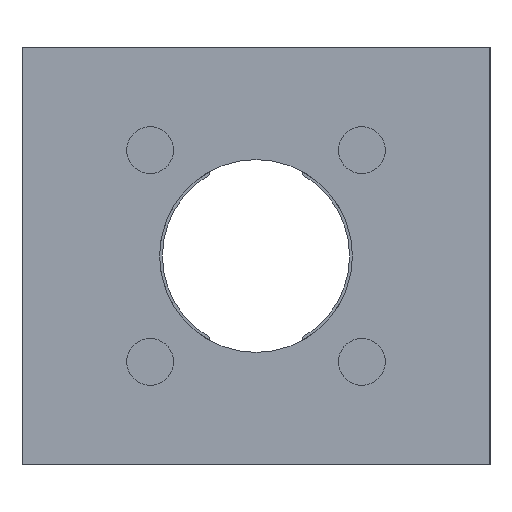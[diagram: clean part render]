
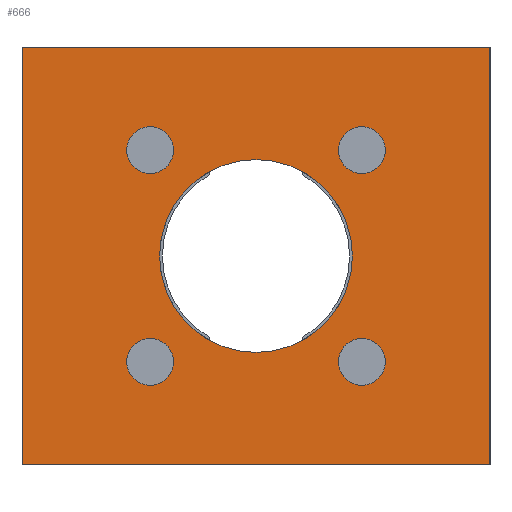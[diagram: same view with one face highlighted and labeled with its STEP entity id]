
A CAD part, left-side view. The second image highlights one B-rep face of the part: STEP entity #666.
In plain terms, the highlighted planar face has unit normal (-1, 0, 0).
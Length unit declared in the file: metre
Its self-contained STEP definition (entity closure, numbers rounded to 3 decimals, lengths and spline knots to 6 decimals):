
#34=LINE('',#1027,#82);
#50=LINE('',#1079,#98);
#53=LINE('',#1085,#101);
#56=LINE('',#1100,#104);
#82=VECTOR('',#812,1.);
#98=VECTOR('',#860,1.);
#101=VECTOR('',#865,1.);
#104=VECTOR('',#880,1.);
#176=ORIENTED_EDGE('',*,*,#330,.F.);
#177=ORIENTED_EDGE('',*,*,#331,.F.);
#178=ORIENTED_EDGE('',*,*,#332,.F.);
#179=ORIENTED_EDGE('',*,*,#333,.F.);
#180=ORIENTED_EDGE('',*,*,#334,.F.);
#181=ORIENTED_EDGE('',*,*,#300,.F.);
#182=ORIENTED_EDGE('',*,*,#324,.F.);
#183=ORIENTED_EDGE('',*,*,#335,.T.);
#184=ORIENTED_EDGE('',*,*,#327,.T.);
#300=EDGE_CURVE('',#383,#384,#34,.T.);
#324=EDGE_CURVE('',#403,#383,#50,.T.);
#327=EDGE_CURVE('',#406,#384,#53,.T.);
#330=EDGE_CURVE('',#407,#407,#448,.T.);
#331=EDGE_CURVE('',#408,#408,#449,.T.);
#332=EDGE_CURVE('',#409,#409,#450,.T.);
#333=EDGE_CURVE('',#410,#410,#451,.T.);
#334=EDGE_CURVE('',#411,#411,#452,.T.);
#335=EDGE_CURVE('',#403,#406,#56,.T.);
#383=VERTEX_POINT('',#1026);
#384=VERTEX_POINT('',#1028);
#403=VERTEX_POINT('',#1078);
#406=VERTEX_POINT('',#1086);
#407=VERTEX_POINT('',#1091);
#408=VERTEX_POINT('',#1093);
#409=VERTEX_POINT('',#1095);
#410=VERTEX_POINT('',#1097);
#411=VERTEX_POINT('',#1099);
#448=CIRCLE('',#737,0.00125);
#449=CIRCLE('',#738,0.00125);
#450=CIRCLE('',#739,0.00125);
#451=CIRCLE('',#740,0.00125);
#452=CIRCLE('',#741,0.00515);
#490=EDGE_LOOP('',(#176));
#491=EDGE_LOOP('',(#177));
#492=EDGE_LOOP('',(#178));
#493=EDGE_LOOP('',(#179));
#494=EDGE_LOOP('',(#180));
#495=EDGE_LOOP('',(#181,#182,#183,#184));
#568=FACE_BOUND('',#490,.T.);
#569=FACE_BOUND('',#491,.T.);
#570=FACE_BOUND('',#492,.T.);
#571=FACE_BOUND('',#493,.T.);
#572=FACE_BOUND('',#494,.T.);
#573=FACE_BOUND('',#495,.T.);
#632=PLANE('',#736);
#666=ADVANCED_FACE('',(#568,#569,#570,#571,#572,#573),#632,.T.);
#736=AXIS2_PLACEMENT_3D('',#1089,#868,#869);
#737=AXIS2_PLACEMENT_3D('',#1090,#870,#871);
#738=AXIS2_PLACEMENT_3D('',#1092,#872,#873);
#739=AXIS2_PLACEMENT_3D('',#1094,#874,#875);
#740=AXIS2_PLACEMENT_3D('',#1096,#876,#877);
#741=AXIS2_PLACEMENT_3D('',#1098,#878,#879);
#812=DIRECTION('',(0.,1.,0.));
#860=DIRECTION('',(0.,0.,-1.));
#865=DIRECTION('',(0.,0.,-1.));
#868=DIRECTION('',(-1.,0.,0.));
#869=DIRECTION('',(0.,-1.,0.));
#870=DIRECTION('',(-1.,0.,0.));
#871=DIRECTION('',(0.,-1.,0.));
#872=DIRECTION('',(-1.,0.,0.));
#873=DIRECTION('',(0.,-1.,0.));
#874=DIRECTION('',(-1.,0.,0.));
#875=DIRECTION('',(0.,-1.,0.));
#876=DIRECTION('',(-1.,0.,0.));
#877=DIRECTION('',(0.,-1.,0.));
#878=DIRECTION('',(-1.,0.,0.));
#879=DIRECTION('',(0.,-1.,0.));
#880=DIRECTION('',(0.,1.,0.));
#1026=CARTESIAN_POINT('',(-0.01555,-0.0125,0.));
#1027=CARTESIAN_POINT('',(-0.01555,0.,0.));
#1028=CARTESIAN_POINT('',(-0.01555,0.0125,0.));
#1078=CARTESIAN_POINT('',(-0.01555,-0.0125,0.0223));
#1079=CARTESIAN_POINT('',(-0.01555,-0.0125,0.0223));
#1085=CARTESIAN_POINT('',(-0.01555,0.0125,0.0223));
#1086=CARTESIAN_POINT('',(-0.01555,0.0125,0.0223));
#1089=CARTESIAN_POINT('',(-0.01555,0.,0.0223));
#1090=CARTESIAN_POINT('',(-0.01555,0.005657,0.016807));
#1091=CARTESIAN_POINT('',(-0.01555,0.004407,0.016807));
#1092=CARTESIAN_POINT('',(-0.01555,-0.005657,0.016807));
#1093=CARTESIAN_POINT('',(-0.01555,-0.006907,0.016807));
#1094=CARTESIAN_POINT('',(-0.01555,-0.005657,0.005493));
#1095=CARTESIAN_POINT('',(-0.01555,-0.006907,0.005493));
#1096=CARTESIAN_POINT('',(-0.01555,0.005657,0.005493));
#1097=CARTESIAN_POINT('',(-0.01555,0.004407,0.005493));
#1098=CARTESIAN_POINT('',(-0.01555,0.,0.01115));
#1099=CARTESIAN_POINT('',(-0.01555,-0.00515,0.01115));
#1100=CARTESIAN_POINT('',(-0.01555,0.,0.0223));
